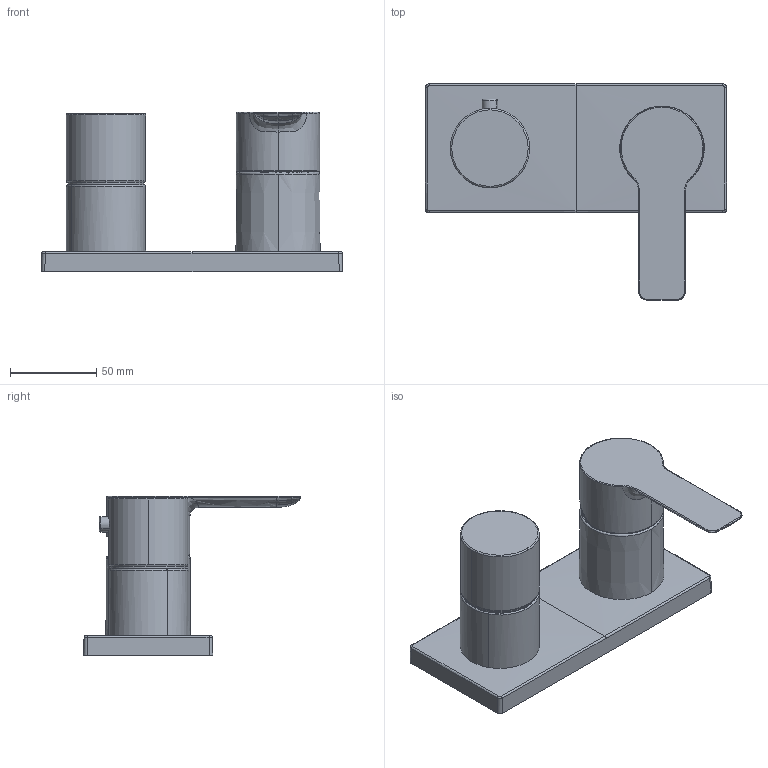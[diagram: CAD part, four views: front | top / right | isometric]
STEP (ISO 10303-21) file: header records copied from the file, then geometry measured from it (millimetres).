
FILE_DESCRIPTION (( 'STEP AP203' ), '1' );
FILE_NAME ('44559503.STEP', '2019-01-12T07:26:59', ( '' ), ( '' ), 'SwSTEP 2.0', 'SolidWorks 2016', '' );
FILE_SCHEMA (( 'CONFIG_CONTROL_DESIGN' ));
Length unit declared in the file: millimetre
Products named in the file (1): 44559503
Bounding box: 175 x 125.86 x 92.5 mm (x, y, z)
Volume: 444762 mm3; surface area: 61644.1 mm2
Topology: 1 solids, 2 shells, 109 faces, 256 edges, 157 vertices
Faces by surface type: bspline 58, cylinder 22, plane 15, torus 10, cone 4
Entity records: 7774 total; most frequent: CARTESIAN_POINT 5658, ORIENTED_EDGE 512, DIRECTION 268, EDGE_CURVE 256, VERTEX_POINT 157, B_SPLINE_CURVE_WITH_KNOTS 138, EDGE_LOOP 117, AXIS2_PLACEMENT_3D 112
